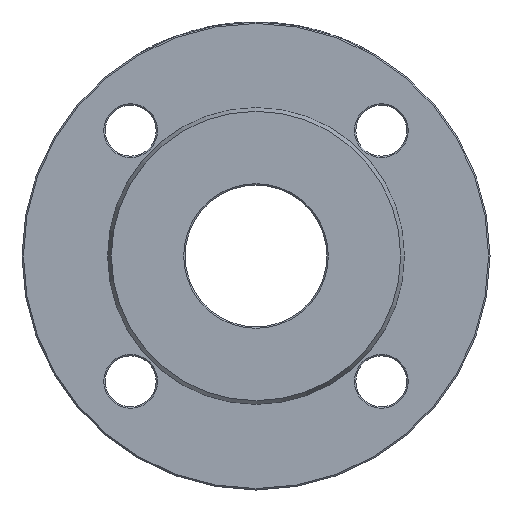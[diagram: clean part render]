
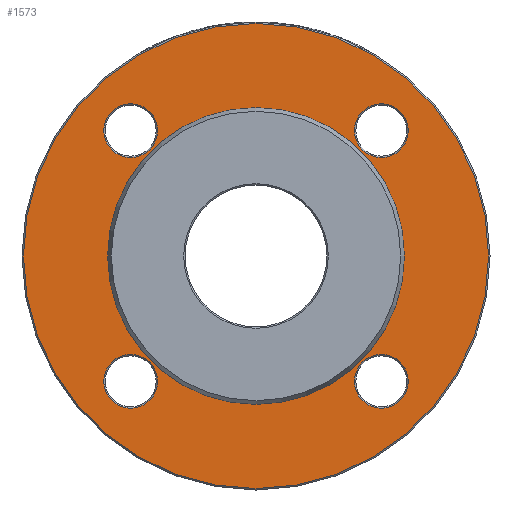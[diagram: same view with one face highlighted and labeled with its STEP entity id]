
A CAD part, left-side view. The second image highlights one B-rep face of the part: STEP entity #1573.
In plain terms, the highlighted planar face has unit normal (-1, 0, 0).
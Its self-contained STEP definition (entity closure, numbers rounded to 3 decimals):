
#86 = EDGE_CURVE ( 'NONE', #4115, #4115, #1746, .T. ) ;
#210 = CARTESIAN_POINT ( 'NONE',  ( 3., 44.194, -53.694 ) ) ;
#264 = ORIENTED_EDGE ( 'NONE', *, *, #330, .T. ) ;
#330 = EDGE_CURVE ( 'NONE', #3639, #3639, #2504, .T. ) ;
#490 = CIRCLE ( 'NONE', #7422, 52.336 ) ;
#651 = DIRECTION ( 'NONE',  ( -1., 0., 0. ) ) ;
#1029 = CARTESIAN_POINT ( 'NONE',  ( 3., 44.194, -44.194 ) ) ;
#1058 = DIRECTION ( 'NONE',  ( 0., 1., 0. ) ) ;
#1097 = DIRECTION ( 'NONE',  ( 1., 0., 0. ) ) ;
#1183 = DIRECTION ( 'NONE',  ( 1., 0., 0. ) ) ;
#1237 = ORIENTED_EDGE ( 'NONE', *, *, #7409, .T. ) ;
#1573 = ADVANCED_FACE ( 'NONE', ( #3131, #7434, #5542, #1947, #6178, #5069 ), #3852, .F. ) ;
#1746 = CIRCLE ( 'NONE', #6532, 9.5 ) ;
#1902 = VERTEX_POINT ( 'NONE', #210 ) ;
#1947 = FACE_BOUND ( 'NONE', #7041, .T. ) ;
#2065 = DIRECTION ( 'NONE',  ( 0., 0., -1. ) ) ;
#2107 = EDGE_LOOP ( 'NONE', ( #6942 ) ) ;
#2116 = DIRECTION ( 'NONE',  ( 0., -1., 0. ) ) ;
#2416 = CARTESIAN_POINT ( 'NONE',  ( 3., 0., 0. ) ) ;
#2451 = CARTESIAN_POINT ( 'NONE',  ( 3., -44.194, 53.694 ) ) ;
#2504 = CIRCLE ( 'NONE', #7159, 82. ) ;
#2616 = CARTESIAN_POINT ( 'NONE',  ( 3., -53.694, -44.194 ) ) ;
#3131 = FACE_BOUND ( 'NONE', #4246, .T. ) ;
#3510 = AXIS2_PLACEMENT_3D ( 'NONE', #1029, #5838, #4042 ) ;
#3638 = EDGE_LOOP ( 'NONE', ( #6421 ) ) ;
#3639 = VERTEX_POINT ( 'NONE', #6678 ) ;
#3763 = VERTEX_POINT ( 'NONE', #2616 ) ;
#3769 = CARTESIAN_POINT ( 'NONE',  ( 3., 52.336, 0. ) ) ;
#3778 = AXIS2_PLACEMENT_3D ( 'NONE', #4927, #4569, #2116 ) ;
#3852 = PLANE ( 'NONE',  #6145 ) ;
#4035 = CIRCLE ( 'NONE', #3778, 9.5 ) ;
#4042 = DIRECTION ( 'NONE',  ( 0., 0., -1. ) ) ;
#4051 = DIRECTION ( 'NONE',  ( 0., 0., 1. ) ) ;
#4055 = ORIENTED_EDGE ( 'NONE', *, *, #6894, .T. ) ;
#4115 = VERTEX_POINT ( 'NONE', #2451 ) ;
#4235 = AXIS2_PLACEMENT_3D ( 'NONE', #6462, #1097, #1058 ) ;
#4246 = EDGE_LOOP ( 'NONE', ( #1237 ) ) ;
#4344 = CARTESIAN_POINT ( 'NONE',  ( 3., -44.194, 44.194 ) ) ;
#4400 = DIRECTION ( 'NONE',  ( 0., 0., -1. ) ) ;
#4569 = DIRECTION ( 'NONE',  ( 1., 0., 0. ) ) ;
#4602 = CIRCLE ( 'NONE', #4235, 9.5 ) ;
#4743 = CARTESIAN_POINT ( 'NONE',  ( 3., 53.694, 44.194 ) ) ;
#4757 = EDGE_CURVE ( 'NONE', #7738, #7738, #4602, .T. ) ;
#4927 = CARTESIAN_POINT ( 'NONE',  ( 3., -44.194, -44.194 ) ) ;
#4929 = DIRECTION ( 'NONE',  ( 0., 0., 1. ) ) ;
#5069 = FACE_BOUND ( 'NONE', #6677, .T. ) ;
#5389 = EDGE_LOOP ( 'NONE', ( #264 ) ) ;
#5542 = FACE_BOUND ( 'NONE', #3638, .T. ) ;
#5614 = CARTESIAN_POINT ( 'NONE',  ( 3., 0., 52.336 ) ) ;
#5778 = CIRCLE ( 'NONE', #3510, 9.5 ) ;
#5812 = DIRECTION ( 'NONE',  ( -1., 0., 0. ) ) ;
#5838 = DIRECTION ( 'NONE',  ( 1., 0., 0. ) ) ;
#6145 = AXIS2_PLACEMENT_3D ( 'NONE', #3769, #7473, #2065 ) ;
#6178 = FACE_OUTER_BOUND ( 'NONE', #5389, .T. ) ;
#6274 = ORIENTED_EDGE ( 'NONE', *, *, #6681, .F. ) ;
#6421 = ORIENTED_EDGE ( 'NONE', *, *, #4757, .T. ) ;
#6462 = CARTESIAN_POINT ( 'NONE',  ( 3., 44.194, 44.194 ) ) ;
#6532 = AXIS2_PLACEMENT_3D ( 'NONE', #4344, #1183, #4929 ) ;
#6677 = EDGE_LOOP ( 'NONE', ( #6274 ) ) ;
#6678 = CARTESIAN_POINT ( 'NONE',  ( 3., 0., -82. ) ) ;
#6681 = EDGE_CURVE ( 'NONE', #7427, #7427, #490, .T. ) ;
#6894 = EDGE_CURVE ( 'NONE', #1902, #1902, #5778, .T. ) ;
#6942 = ORIENTED_EDGE ( 'NONE', *, *, #86, .T. ) ;
#7035 = CARTESIAN_POINT ( 'NONE',  ( 3., 0., 0. ) ) ;
#7041 = EDGE_LOOP ( 'NONE', ( #4055 ) ) ;
#7159 = AXIS2_PLACEMENT_3D ( 'NONE', #2416, #651, #4400 ) ;
#7409 = EDGE_CURVE ( 'NONE', #3763, #3763, #4035, .T. ) ;
#7422 = AXIS2_PLACEMENT_3D ( 'NONE', #7035, #5812, #4051 ) ;
#7427 = VERTEX_POINT ( 'NONE', #5614 ) ;
#7434 = FACE_BOUND ( 'NONE', #2107, .T. ) ;
#7473 = DIRECTION ( 'NONE',  ( 1., 0., 0. ) ) ;
#7738 = VERTEX_POINT ( 'NONE', #4743 ) ;
